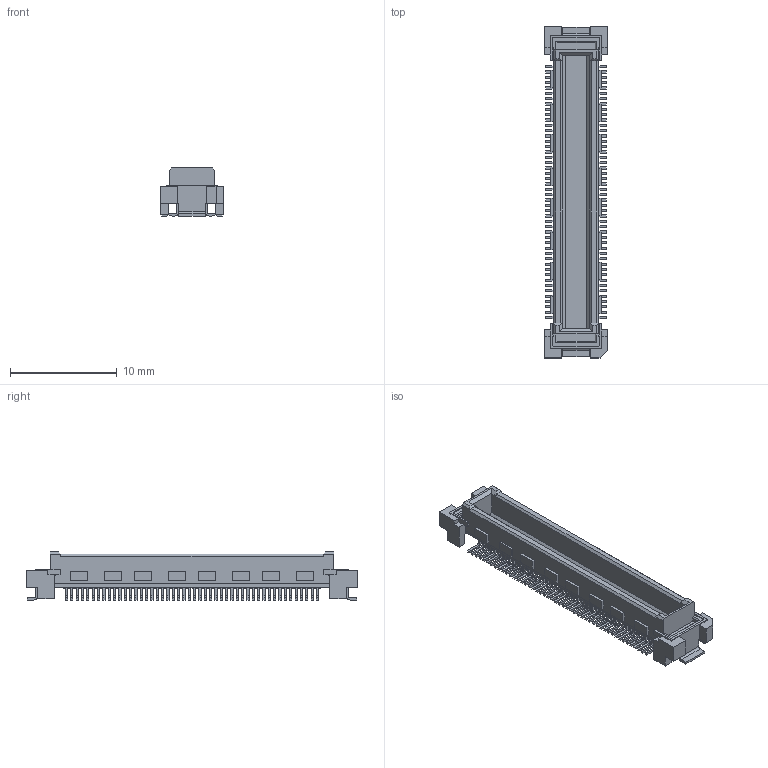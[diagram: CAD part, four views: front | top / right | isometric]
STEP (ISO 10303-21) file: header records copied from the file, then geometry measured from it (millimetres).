
FILE_DESCRIPTION(('CoCreate Modeling STEP Export'),'2;1');
FILE_NAME('FX10B-96P-SV1.stp','2010-07-30T 9:21:54',(''),(''),'CoCreate Modeling STEP processor for AP214 (Solid Model)','CoCreate Modeling 17.0 01-Apr-2010 (C) Parametric Technology GmbH','');
FILE_SCHEMA(('AUTOMOTIVE_DESIGN { 1 0 10303 214 1 1 1 1 }'));
Length unit declared in the file: millimetre
Products named in the file (1): FX10B-96P-SV1
Bounding box: 5.9 x 31.1 x 4.5 mm (x, y, z)
Volume: 243.6 mm3; surface area: 886.3 mm2
Topology: 1 solids, 1 shells, 1526 faces, 4217 edges, 2798 vertices
Faces by surface type: plane 1322, cylinder 204
Entity records: 47788 total; most frequent: CARTESIAN_POINT 8498, ORIENTED_EDGE 8434, DIRECTION 7612, EDGE_CURVE 4217, VECTOR 3788, LINE 3788, VERTEX_POINT 2798, AXIS2_PLACEMENT_3D 1912
